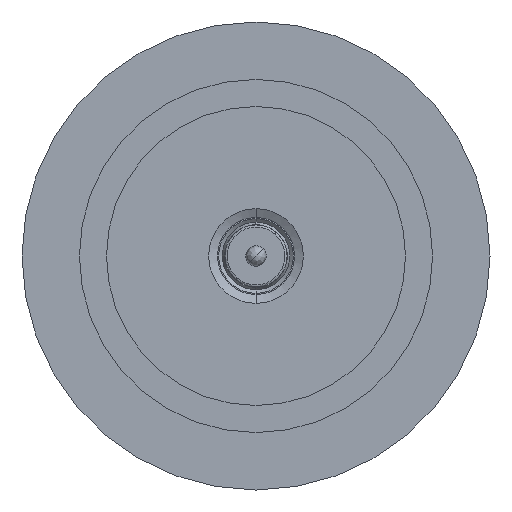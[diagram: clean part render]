
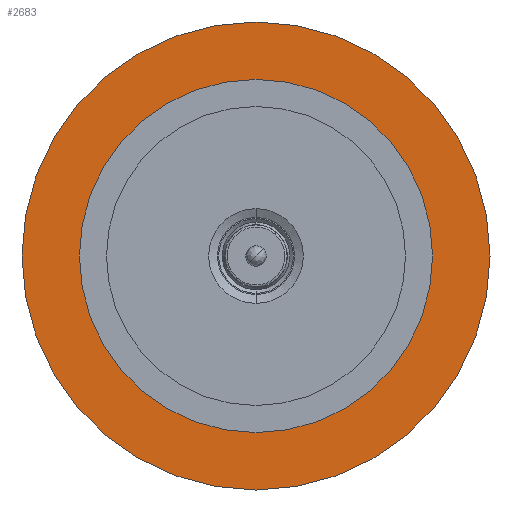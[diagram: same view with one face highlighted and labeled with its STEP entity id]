
A CAD part, front view. The second image highlights one B-rep face of the part: STEP entity #2683.
In plain terms, the highlighted planar face has unit normal (0, -1, 0).
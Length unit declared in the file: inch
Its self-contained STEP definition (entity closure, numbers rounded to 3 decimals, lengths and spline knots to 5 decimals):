
#507 = DIRECTION ( 'NONE',  ( -1., 0., 0. ) ) ;
#508 = DIRECTION ( 'NONE',  ( 0., -1., 0. ) ) ;
#509 = CARTESIAN_POINT ( 'NONE',  ( 0., 0., 0. ) ) ;
#517 = DIRECTION ( 'NONE',  ( 1., 0., 0. ) ) ;
#518 = DIRECTION ( 'NONE',  ( 0., 1., 0. ) ) ;
#519 = CARTESIAN_POINT ( 'NONE',  ( 0., 0., 0. ) ) ;
#523 = DIRECTION ( 'NONE',  ( 1., 0., 0. ) ) ;
#524 = DIRECTION ( 'NONE',  ( 0., 1., 0. ) ) ;
#526 = CARTESIAN_POINT ( 'NONE',  ( 0., 0., 0. ) ) ;
#546 = DIRECTION ( 'NONE',  ( -1., 0., 0. ) ) ;
#548 = DIRECTION ( 'NONE',  ( 0., -1., 0. ) ) ;
#549 = CARTESIAN_POINT ( 'NONE',  ( 0., 0., 0. ) ) ;
#730 = CIRCLE ( 'NONE', #2454, 0.815 ) ;
#733 = CIRCLE ( 'NONE', #2593, 1.08 ) ;
#738 = CIRCLE ( 'NONE', #2519, 1.08 ) ;
#750 = CIRCLE ( 'NONE', #2502, 0.815 ) ;
#1010 = CARTESIAN_POINT ( 'NONE',  ( -0.815, 0., 0. ) ) ;
#1069 = CARTESIAN_POINT ( 'NONE',  ( 0.815, 0., 0. ) ) ;
#1121 = CARTESIAN_POINT ( 'NONE',  ( 1.08, 0., 0. ) ) ;
#1140 = CARTESIAN_POINT ( 'NONE',  ( -1.08, 0., 0. ) ) ;
#1548 = EDGE_LOOP ( 'NONE', ( #2293, #2294 ) ) ;
#1549 = EDGE_LOOP ( 'NONE', ( #2291, #2292 ) ) ;
#1564 = VERTEX_POINT ( 'NONE', #1069 ) ;
#1587 = VERTEX_POINT ( 'NONE', #1010 ) ;
#1663 = VERTEX_POINT ( 'NONE', #1140 ) ;
#1680 = VERTEX_POINT ( 'NONE', #1121 ) ;
#1809 = DIRECTION ( 'NONE',  ( 1., 0., 0. ) ) ;
#1810 = DIRECTION ( 'NONE',  ( 0., 1., 0. ) ) ;
#1816 = CARTESIAN_POINT ( 'NONE',  ( 0., 0., 0. ) ) ;
#1818 = PLANE ( 'NONE',  #2752 ) ;
#2035 = FACE_OUTER_BOUND ( 'NONE', #1548, .T. ) ;
#2038 = FACE_BOUND ( 'NONE', #1549, .T. ) ;
#2291 = ORIENTED_EDGE ( 'NONE', *, *, #2969, .F. ) ;
#2292 = ORIENTED_EDGE ( 'NONE', *, *, #2956, .F. ) ;
#2293 = ORIENTED_EDGE ( 'NONE', *, *, #2966, .F. ) ;
#2294 = ORIENTED_EDGE ( 'NONE', *, *, #2963, .F. ) ;
#2454 = AXIS2_PLACEMENT_3D ( 'NONE', #509, #508, #507 ) ;
#2502 = AXIS2_PLACEMENT_3D ( 'NONE', #549, #548, #546 ) ;
#2519 = AXIS2_PLACEMENT_3D ( 'NONE', #526, #524, #523 ) ;
#2593 = AXIS2_PLACEMENT_3D ( 'NONE', #519, #518, #517 ) ;
#2683 = ADVANCED_FACE ( 'NONE', ( #2038, #2035 ), #1818, .F. ) ;
#2752 = AXIS2_PLACEMENT_3D ( 'NONE', #1816, #1810, #1809 ) ;
#2956 = EDGE_CURVE ( 'NONE', #1564, #1587, #750, .T. ) ;
#2963 = EDGE_CURVE ( 'NONE', #1680, #1663, #738, .T. ) ;
#2966 = EDGE_CURVE ( 'NONE', #1663, #1680, #733, .T. ) ;
#2969 = EDGE_CURVE ( 'NONE', #1587, #1564, #730, .T. ) ;
